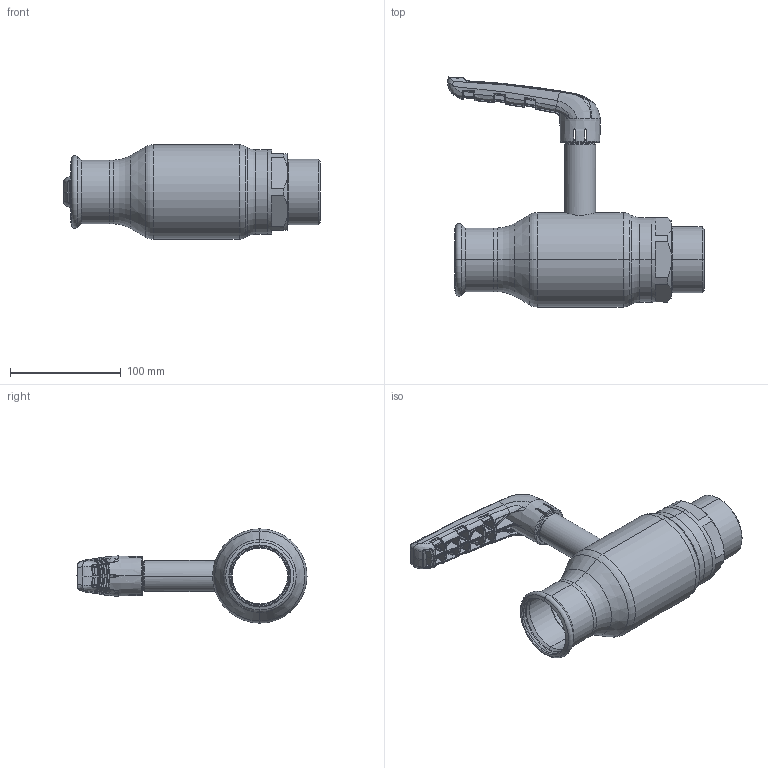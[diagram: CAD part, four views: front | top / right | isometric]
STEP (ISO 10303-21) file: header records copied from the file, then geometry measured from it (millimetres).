
FILE_DESCRIPTION (( 'STEP AP214' ), '1' );
FILE_NAME ('1050001201-xxxx.step', '2019-05-07T12:45:45', ( '' ), ( '' ), 'SwSTEP 2.0', 'SolidWorks 2017', '' );
FILE_SCHEMA (( 'AUTOMOTIVE_DESIGN' ));
Length unit declared in the file: millimetre
Products named in the file (1): 1050001201-xxxx
Bounding box: 231.35 x 207.31 x 85 mm (x, y, z)
Surface area: 102433.5 mm2 (no closed solid volume)
Topology: 0 solids, 12 shells, 769 faces, 2610 edges, 1711 vertices
Faces by surface type: bspline 621, plane 52, cone 34, cylinder 34, torus 21, sphere 7
Entity records: 59171 total; most frequent: CARTESIAN_POINT 34464, ORIENTED_EDGE 4083, EDGE_CURVE 2600, B_SPLINE_CURVE_WITH_KNOTS 1835, VERTEX_POINT 1711, DIRECTION 1638, EDGE_LOOP 778, UNCERTAINTY_MEASURE_WITH_UNIT 771
